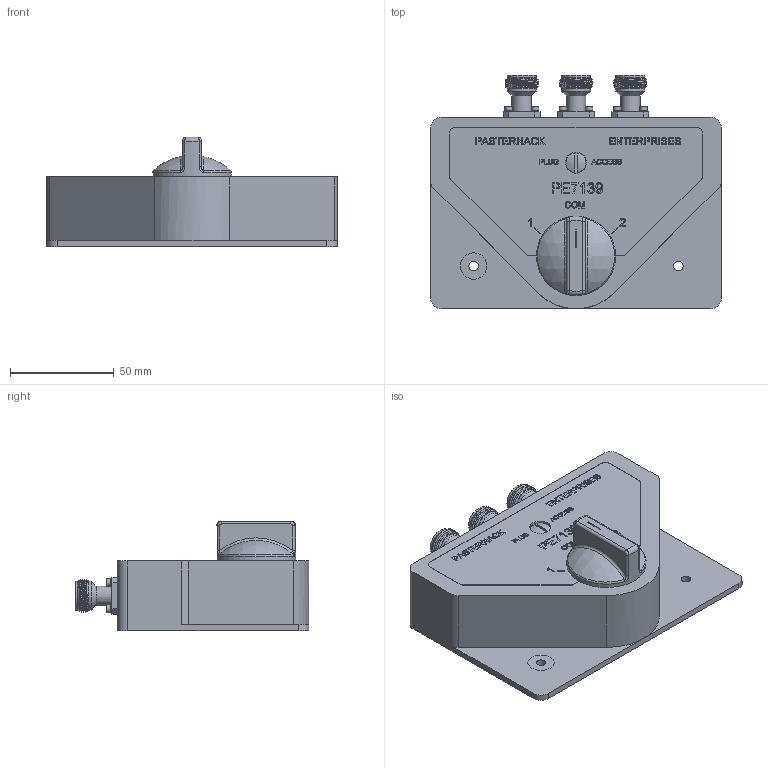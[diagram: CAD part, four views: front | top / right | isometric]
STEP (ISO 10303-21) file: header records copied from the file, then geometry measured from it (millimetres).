
FILE_DESCRIPTION (( 'STEP AP203' ), '1' );
FILE_NAME ('PE7139_3D.step', '2020-07-13T15:48:29', ( '' ), ( '' ), 'SwSTEP 2.0', 'SolidWorks 2018', '' );
FILE_SCHEMA (( 'CONFIG_CONTROL_DESIGN' ));
Length unit declared in the file: inch
Products named in the file (1): PE7139_3D
Bounding box: 139.7 x 112.45 x 52.58 mm (x, y, z)
Volume: 340888.2 mm3; surface area: 47546.1 mm2
Topology: 1 solids, 1 shells, 1052 faces, 2614 edges, 1672 vertices
Faces by surface type: plane 602, bspline 239, cone 129, cylinder 72, torus 6, sphere 4
Full cylindrical faces by diameter (mm): 1.524 x3, 2.54 x3, 3.658 x12, 3.856 x12, 4.572 x2, 7.112 x3, 8.382 x3, 9.399 x3, 9.613 x1, 10.16 x1, 13.971 x6, 38.1 x1
Entity records: 46505 total; most frequent: CARTESIAN_POINT 23811, ORIENTED_EDGE 4946, DIRECTION 3841, EDGE_CURVE 2473, VERTEX_POINT 1626, LINE 1549, VECTOR 1549, EDGE_LOOP 1247
